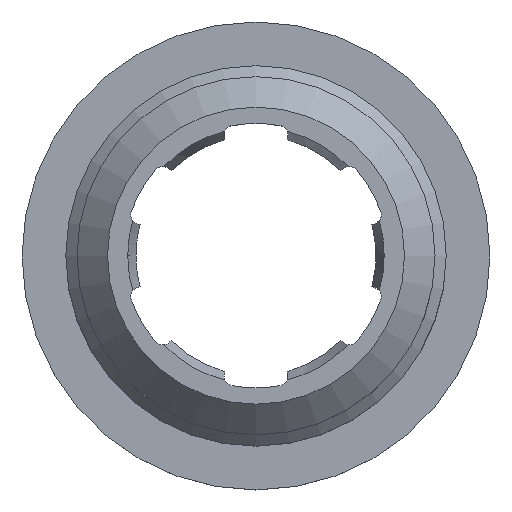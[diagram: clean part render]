
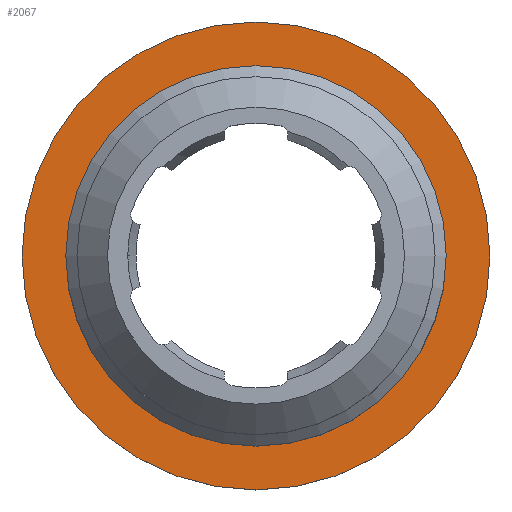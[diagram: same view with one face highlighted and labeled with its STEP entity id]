
A CAD part, top view. The second image highlights one B-rep face of the part: STEP entity #2067.
In plain terms, the highlighted planar face has unit normal (0, 0, 1).
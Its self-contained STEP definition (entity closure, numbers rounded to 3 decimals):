
#2021 = EDGE_CURVE('',#2022,#2022,#2024,.T.);
#2022 = VERTEX_POINT('',#2023);
#2023 = CARTESIAN_POINT('',(-4.675,0.,1.));
#2024 = CIRCLE('',#2025,4.675);
#2025 = AXIS2_PLACEMENT_3D('',#2026,#2027,#2028);
#2026 = CARTESIAN_POINT('',(0.,0.,1.));
#2027 = DIRECTION('',(0.,0.,1.));
#2028 = DIRECTION('',(-1.,0.,0.));
#2067 = ADVANCED_FACE('',(#2068,#2079),#2082,.T.);
#2068 = FACE_BOUND('',#2069,.T.);
#2069 = EDGE_LOOP('',(#2070));
#2070 = ORIENTED_EDGE('',*,*,#2071,.T.);
#2071 = EDGE_CURVE('',#2072,#2072,#2074,.T.);
#2072 = VERTEX_POINT('',#2073);
#2073 = CARTESIAN_POINT('',(-5.75,0.,1.));
#2074 = CIRCLE('',#2075,5.75);
#2075 = AXIS2_PLACEMENT_3D('',#2076,#2077,#2078);
#2076 = CARTESIAN_POINT('',(0.,0.,1.));
#2077 = DIRECTION('',(0.,0.,1.));
#2078 = DIRECTION('',(-1.,0.,0.));
#2079 = FACE_BOUND('',#2080,.T.);
#2080 = EDGE_LOOP('',(#2081));
#2081 = ORIENTED_EDGE('',*,*,#2021,.F.);
#2082 = PLANE('',#2083);
#2083 = AXIS2_PLACEMENT_3D('',#2084,#2085,#2086);
#2084 = CARTESIAN_POINT('',(0.,0.,1.));
#2085 = DIRECTION('',(0.,0.,1.));
#2086 = DIRECTION('',(-1.,0.,0.));
